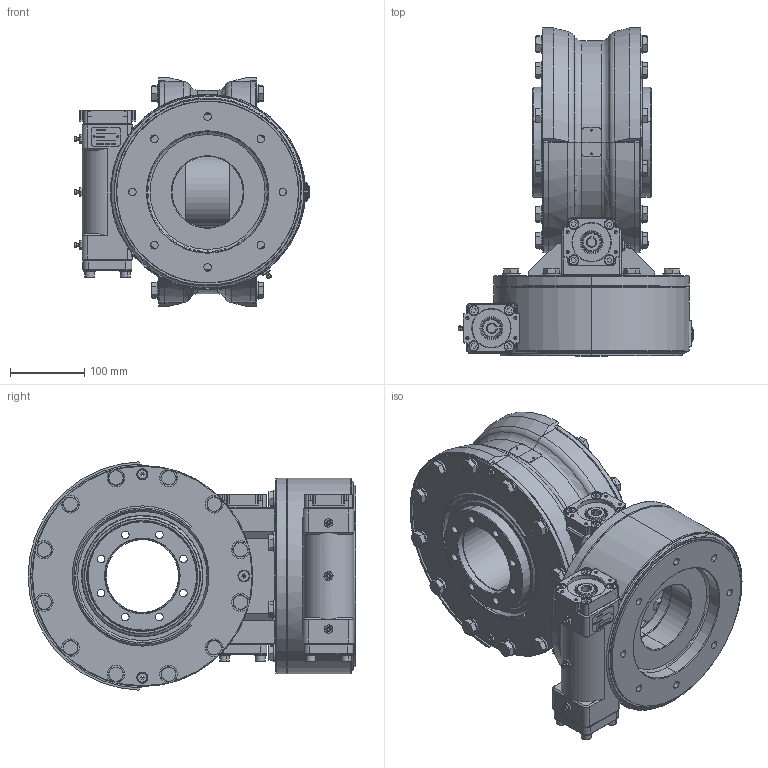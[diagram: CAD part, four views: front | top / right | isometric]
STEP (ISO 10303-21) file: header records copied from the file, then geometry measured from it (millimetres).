
FILE_DESCRIPTION (( 'STEP AP214' ), '1' );
FILE_NAME ('DAD5-Z1-LM -SH.STEP', '2018-04-16T09:55:55', ( '' ), ( '' ), 'SwSTEP 2.0', 'SolidWorks 2016', '' );
FILE_SCHEMA (( 'AUTOMOTIVE_DESIGN' ));
Length unit declared in the file: millimetre
Products named in the file (1): DAD5-Z1-LM -SH
Bounding box: 318 x 442 x 307.83 mm (x, y, z)
Surface area: 830315.5 mm2 (no closed solid volume)
Topology: 0 solids, 157 shells, 1560 faces, 5259 edges, 3663 vertices
Faces by surface type: plane 687, cylinder 391, cone 326, torus 145, bspline 11
Entity records: 78963 total; most frequent: CARTESIAN_POINT 16709, DIRECTION 9666, ORIENTED_EDGE 8101, EDGE_CURVE 5257, VERTEX_POINT 3663, AXIS2_PLACEMENT_3D 3609, LINE 2448, VECTOR 2448
